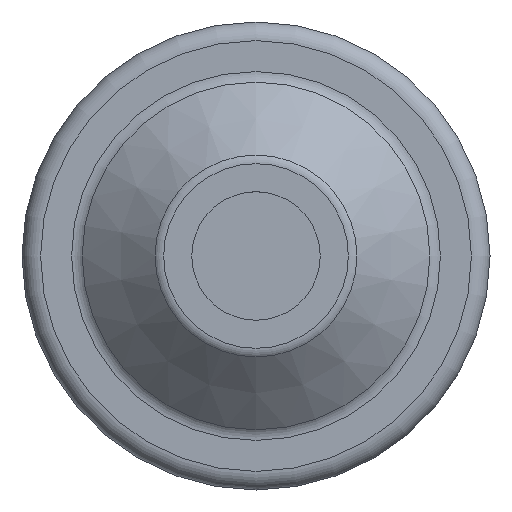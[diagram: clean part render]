
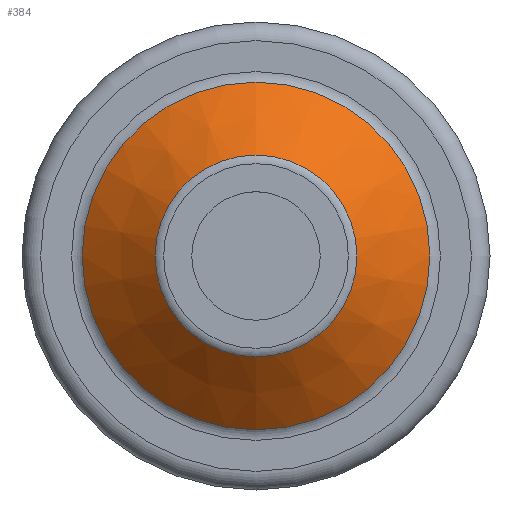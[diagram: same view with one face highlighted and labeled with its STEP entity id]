
A CAD part, front view. The second image highlights one B-rep face of the part: STEP entity #384.
In plain terms, the highlighted conical face has half-angle 49 degrees and reference radius 20.034 mm.
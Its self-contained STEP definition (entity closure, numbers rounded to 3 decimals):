
#314=CARTESIAN_POINT('',(-0.,-298.362,-20.034));
#315=VERTEX_POINT('',#314);
#316=CARTESIAN_POINT('',(-0.,-298.362,20.034));
#317=VERTEX_POINT('',#316);
#318=CARTESIAN_POINT('',(-0.,-298.362,-0.));
#319=DIRECTION('',(-0.,1.,-0.));
#320=DIRECTION('',(0.,0.,1.));
#321=AXIS2_PLACEMENT_3D('',#318,#319,#320);
#322=CIRCLE('',#321,20.034);
#323=EDGE_CURVE('NONE',#315,#317,#322,.T.);
#325=CARTESIAN_POINT('',(-0.,-298.362,-0.));
#326=DIRECTION('',(-0.,1.,-0.));
#327=DIRECTION('',(0.,0.,1.));
#328=AXIS2_PLACEMENT_3D('',#325,#326,#327);
#329=CIRCLE('',#328,20.034);
#330=EDGE_CURVE('NONE',#317,#315,#329,.T.);
#355=CARTESIAN_POINT('',(-0.,-298.362,-0.));
#356=DIRECTION('',(-0.,1.,-0.));
#357=DIRECTION('',(0.,0.,1.));
#358=AXIS2_PLACEMENT_3D('',#355,#356,#357);
#359=CONICAL_SURFACE('',#358,20.034,49.);
#360=CARTESIAN_POINT('',(-0.,-285.785,-34.502));
#361=VERTEX_POINT('',#360);
#362=CARTESIAN_POINT('',(-0.,-285.785,34.502));
#363=VERTEX_POINT('',#362);
#364=CARTESIAN_POINT('',(-0.,-285.785,-0.));
#365=DIRECTION('',(-0.,1.,-0.));
#366=DIRECTION('',(0.,0.,1.));
#367=AXIS2_PLACEMENT_3D('',#364,#365,#366);
#368=CIRCLE('',#367,34.502);
#369=EDGE_CURVE('NONE',#361,#363,#368,.T.);
#370=ORIENTED_EDGE('',*,*,#369,.F.);
#371=CARTESIAN_POINT('',(-0.,-285.785,-0.));
#372=DIRECTION('',(-0.,1.,-0.));
#373=DIRECTION('',(0.,0.,1.));
#374=AXIS2_PLACEMENT_3D('',#371,#372,#373);
#375=CIRCLE('',#374,34.502);
#376=EDGE_CURVE('NONE',#363,#361,#375,.T.);
#377=ORIENTED_EDGE('',*,*,#376,.F.);
#378=EDGE_LOOP('',(#370,#377));
#379=FACE_BOUND('',#378,.T.);
#380=ORIENTED_EDGE('',*,*,#330,.T.);
#381=ORIENTED_EDGE('',*,*,#323,.T.);
#382=EDGE_LOOP('',(#380,#381));
#383=FACE_BOUND('',#382,.T.);
#384=ADVANCED_FACE('NONE',(#379,#383),#359,.T.);
